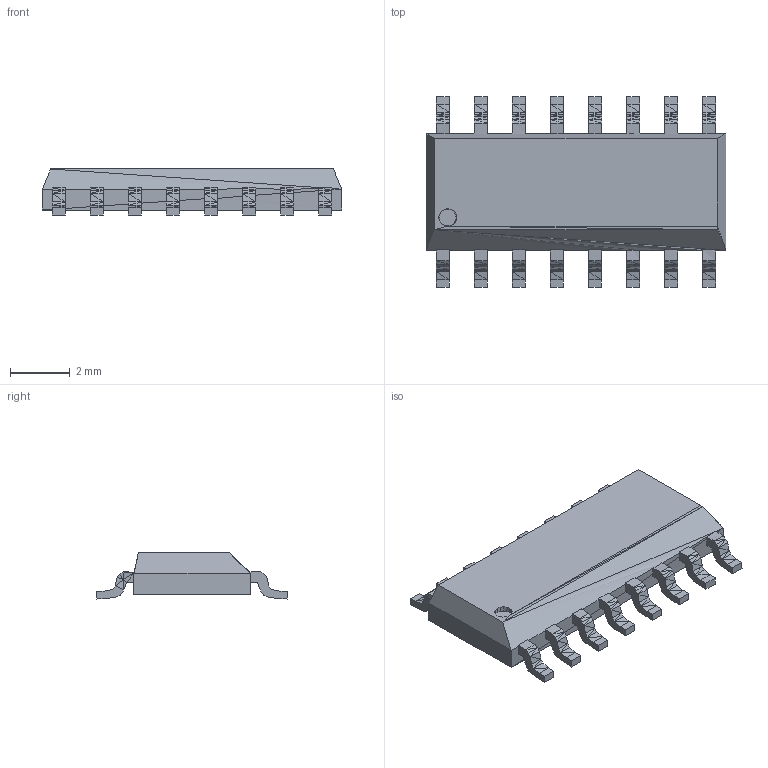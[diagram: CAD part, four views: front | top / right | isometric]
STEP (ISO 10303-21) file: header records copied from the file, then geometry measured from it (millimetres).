
FILE_DESCRIPTION (( 'STEP AP214' ), '1' );
FILE_NAME ('soic-16_150mil.STEP', '2019-03-11T23:29:36', ( '' ), ( '' ), 'SwSTEP 2.0', 'SolidWorks 2018', '' );
FILE_SCHEMA (( 'AUTOMOTIVE_DESIGN' ));
Length unit declared in the file: inch
Products named in the file (2): soic-16_150mil
Bounding box: 10.01 x 6.35 x 1.54 mm (x, y, z)
Volume: 53 mm3; surface area: 144.6 mm2
Topology: 1 solids, 1 shells, 557 faces, 1094 edges, 539 vertices
Faces by surface type: plane 557
Entity records: 13732 total; most frequent: CARTESIAN_POINT 2297, ORIENTED_EDGE 2188, DIRECTION 2177, EDGE_CURVE 1094, VECTOR 1059, LINE 1059, AXIS2_PLACEMENT_3D 559, PLANE 557
